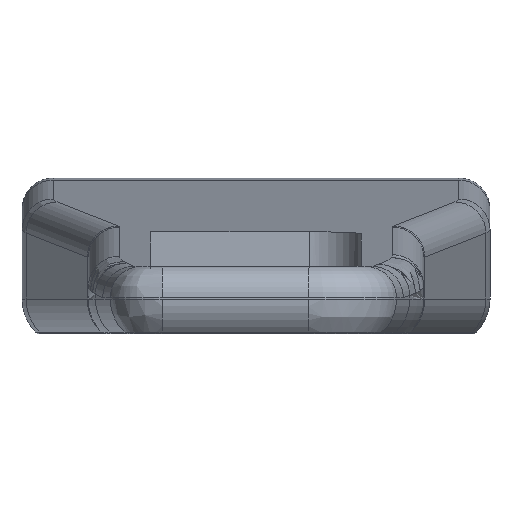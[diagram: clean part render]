
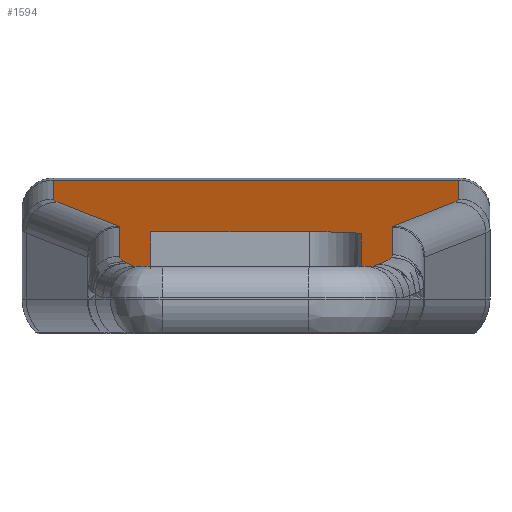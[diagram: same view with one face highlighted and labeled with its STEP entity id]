
A CAD part, left-side view. The second image highlights one B-rep face of the part: STEP entity #1594.
In plain terms, the highlighted planar face has unit normal (-0.04, 0, 0.999).
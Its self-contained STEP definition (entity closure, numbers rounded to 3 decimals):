
#26=ELLIPSE('',#1755,78.864,78.8);
#27=ELLIPSE('',#1759,9.207,9.2);
#28=ELLIPSE('',#1763,28.823,28.8);
#29=ELLIPSE('',#1785,28.823,28.8);
#31=ELLIPSE('',#1790,9.207,9.2);
#33=ELLIPSE('',#1795,78.864,78.8);
#35=ELLIPSE('',#1814,2.002,2.);
#74=PLANE('',#1813);
#156=LINE('',#2775,#271);
#157=LINE('',#2802,#272);
#158=LINE('',#2829,#273);
#159=LINE('',#2856,#274);
#161=LINE('',#2882,#276);
#163=LINE('',#2913,#278);
#165=LINE('',#2944,#280);
#167=LINE('',#2972,#282);
#176=LINE('',#2995,#291);
#180=LINE('',#3004,#295);
#181=LINE('',#3006,#296);
#182=LINE('',#3009,#297);
#183=LINE('',#3011,#298);
#184=LINE('',#3014,#299);
#271=VECTOR('',#2178,10.);
#272=VECTOR('',#2187,10.);
#273=VECTOR('',#2196,10.);
#274=VECTOR('',#2205,10.);
#276=VECTOR('',#2243,10.);
#278=VECTOR('',#2255,10.);
#280=VECTOR('',#2267,10.);
#282=VECTOR('',#2277,10.);
#291=VECTOR('',#2312,10.);
#295=VECTOR('',#2318,10.);
#296=VECTOR('',#2321,10.);
#297=VECTOR('',#2324,10.);
#298=VECTOR('',#2325,10.);
#299=VECTOR('',#2328,10.);
#441=FACE_OUTER_BOUND('',#545,.T.);
#545=EDGE_LOOP('',(#1430,#1431,#1432,#1433,#1434,#1435,#1436,#1437,#1438,
#1439,#1440,#1441,#1442,#1443,#1444,#1445,#1446,#1447,#1448,#1449,#1450));
#743=VERTEX_POINT('',#2665);
#748=VERTEX_POINT('',#2728);
#750=VERTEX_POINT('',#2773);
#751=VERTEX_POINT('',#2796);
#752=VERTEX_POINT('',#2800);
#753=VERTEX_POINT('',#2823);
#754=VERTEX_POINT('',#2827);
#755=VERTEX_POINT('',#2850);
#756=VERTEX_POINT('',#2854);
#760=VERTEX_POINT('',#2874);
#762=VERTEX_POINT('',#2880);
#764=VERTEX_POINT('',#2905);
#766=VERTEX_POINT('',#2911);
#768=VERTEX_POINT('',#2936);
#770=VERTEX_POINT('',#2942);
#772=VERTEX_POINT('',#2967);
#773=VERTEX_POINT('',#2994);
#777=VERTEX_POINT('',#3002);
#778=VERTEX_POINT('',#3008);
#779=VERTEX_POINT('',#3010);
#780=VERTEX_POINT('',#3012);
#943=EDGE_CURVE('',#750,#743,#156,.T.);
#945=EDGE_CURVE('',#751,#750,#26,.T.);
#947=EDGE_CURVE('',#752,#751,#157,.T.);
#949=EDGE_CURVE('',#753,#752,#27,.T.);
#951=EDGE_CURVE('',#754,#753,#158,.T.);
#953=EDGE_CURVE('',#755,#754,#28,.T.);
#955=EDGE_CURVE('',#756,#755,#159,.T.);
#968=EDGE_CURVE('',#762,#760,#161,.T.);
#971=EDGE_CURVE('',#764,#762,#29,.T.);
#974=EDGE_CURVE('',#766,#764,#163,.T.);
#977=EDGE_CURVE('',#768,#766,#31,.T.);
#980=EDGE_CURVE('',#770,#768,#165,.T.);
#983=EDGE_CURVE('',#772,#770,#33,.T.);
#985=EDGE_CURVE('',#748,#772,#167,.T.);
#996=EDGE_CURVE('',#773,#743,#176,.T.);
#1001=EDGE_CURVE('',#748,#777,#180,.T.);
#1002=EDGE_CURVE('',#760,#756,#181,.T.);
#1003=EDGE_CURVE('',#778,#777,#182,.T.);
#1004=EDGE_CURVE('',#779,#778,#183,.T.);
#1005=EDGE_CURVE('',#780,#779,#35,.T.);
#1006=EDGE_CURVE('',#773,#780,#184,.T.);
#1430=ORIENTED_EDGE('',*,*,#985,.F.);
#1431=ORIENTED_EDGE('',*,*,#1001,.T.);
#1432=ORIENTED_EDGE('',*,*,#1003,.F.);
#1433=ORIENTED_EDGE('',*,*,#1004,.F.);
#1434=ORIENTED_EDGE('',*,*,#1005,.F.);
#1435=ORIENTED_EDGE('',*,*,#1006,.F.);
#1436=ORIENTED_EDGE('',*,*,#996,.T.);
#1437=ORIENTED_EDGE('',*,*,#943,.F.);
#1438=ORIENTED_EDGE('',*,*,#945,.F.);
#1439=ORIENTED_EDGE('',*,*,#947,.F.);
#1440=ORIENTED_EDGE('',*,*,#949,.F.);
#1441=ORIENTED_EDGE('',*,*,#951,.F.);
#1442=ORIENTED_EDGE('',*,*,#953,.F.);
#1443=ORIENTED_EDGE('',*,*,#955,.F.);
#1444=ORIENTED_EDGE('',*,*,#1002,.F.);
#1445=ORIENTED_EDGE('',*,*,#968,.F.);
#1446=ORIENTED_EDGE('',*,*,#971,.F.);
#1447=ORIENTED_EDGE('',*,*,#974,.F.);
#1448=ORIENTED_EDGE('',*,*,#977,.F.);
#1449=ORIENTED_EDGE('',*,*,#980,.F.);
#1450=ORIENTED_EDGE('',*,*,#983,.F.);
#1594=ADVANCED_FACE('',(#441),#74,.F.);
#1755=AXIS2_PLACEMENT_3D('',#2798,#2181,#2182);
#1759=AXIS2_PLACEMENT_3D('',#2825,#2190,#2191);
#1763=AXIS2_PLACEMENT_3D('',#2852,#2199,#2200);
#1785=AXIS2_PLACEMENT_3D('',#2907,#2247,#2248);
#1790=AXIS2_PLACEMENT_3D('',#2938,#2259,#2260);
#1795=AXIS2_PLACEMENT_3D('',#2969,#2271,#2272);
#1813=AXIS2_PLACEMENT_3D('',#3007,#2322,#2323);
#1814=AXIS2_PLACEMENT_3D('',#3013,#2326,#2327);
#2178=DIRECTION('',(-0.992,0.116,-0.04));
#2181=DIRECTION('center_axis',(0.04,0.,-0.999));
#2182=DIRECTION('ref_axis',(-0.999,0.,-0.04));
#2187=DIRECTION('',(-0.999,0.,-0.04));
#2190=DIRECTION('center_axis',(-0.04,0.,0.999));
#2191=DIRECTION('ref_axis',(0.999,0.,0.04));
#2196=DIRECTION('',(-0.994,0.101,-0.04));
#2199=DIRECTION('center_axis',(0.04,0.,-0.999));
#2200=DIRECTION('ref_axis',(-0.999,0.,-0.04));
#2205=DIRECTION('',(-0.999,0.,-0.04));
#2243=DIRECTION('',(0.999,0.,0.04));
#2247=DIRECTION('center_axis',(0.04,0.,-0.999));
#2248=DIRECTION('ref_axis',(-0.999,0.,-0.04));
#2255=DIRECTION('',(0.994,0.101,0.04));
#2259=DIRECTION('center_axis',(-0.04,0.,0.999));
#2260=DIRECTION('ref_axis',(0.999,0.,0.04));
#2267=DIRECTION('',(0.999,0.,0.04));
#2271=DIRECTION('center_axis',(0.04,0.,-0.999));
#2272=DIRECTION('ref_axis',(-0.999,0.,-0.04));
#2277=DIRECTION('',(0.996,0.083,0.04));
#2312=DIRECTION('',(0.,-1.,0.));
#2318=DIRECTION('',(0.,-1.,0.));
#2321=DIRECTION('',(0.,-1.,0.));
#2322=DIRECTION('center_axis',(0.04,0.,-0.999));
#2323=DIRECTION('ref_axis',(0.999,0.,0.04));
#2324=DIRECTION('',(-0.999,0.,-0.04));
#2325=DIRECTION('',(0.,1.,0.));
#2326=DIRECTION('center_axis',(-0.04,0.,0.999));
#2327=DIRECTION('ref_axis',(-0.999,0.,-0.04));
#2328=DIRECTION('',(0.999,0.,0.04));
#2665=CARTESIAN_POINT('',(-14.55,-4.472,2.6));
#2728=CARTESIAN_POINT('',(-14.55,4.696,2.6));
#2773=CARTESIAN_POINT('',(-12.479,-4.719,2.683));
#2775=CARTESIAN_POINT('',(-14.12,-4.528,2.617));
#2796=CARTESIAN_POINT('',(-3.347,-5.25,3.05));
#2798=CARTESIAN_POINT('Origin',(-3.347,73.55,3.05));
#2800=CARTESIAN_POINT('',(23.095,-5.25,4.113));
#2802=CARTESIAN_POINT('',(-17.298,-5.25,2.49));
#2823=CARTESIAN_POINT('',(24.028,-5.297,4.15));
#2825=CARTESIAN_POINT('Origin',(23.095,-14.45,4.113));
#2827=CARTESIAN_POINT('',(47.105,-7.651,5.078));
#2829=CARTESIAN_POINT('',(4.735,-3.33,3.375));
#2850=CARTESIAN_POINT('',(50.028,-7.8,5.195));
#2852=CARTESIAN_POINT('Origin',(50.028,21.,5.195));
#2854=CARTESIAN_POINT('',(68.043,-7.8,5.919));
#2856=CARTESIAN_POINT('',(16.897,-7.8,3.864));
#2874=CARTESIAN_POINT('',(68.043,7.8,5.919));
#2880=CARTESIAN_POINT('',(50.028,7.8,5.195));
#2882=CARTESIAN_POINT('',(51.841,7.8,5.268));
#2905=CARTESIAN_POINT('',(47.105,7.651,5.078));
#2907=CARTESIAN_POINT('Origin',(50.028,-21.,5.195));
#2911=CARTESIAN_POINT('',(24.028,5.297,4.15));
#2913=CARTESIAN_POINT('',(16.565,4.536,3.85));
#2936=CARTESIAN_POINT('',(23.095,5.25,4.113));
#2938=CARTESIAN_POINT('Origin',(23.095,14.45,4.113));
#2942=CARTESIAN_POINT('',(-4.671,5.25,2.997));
#2944=CARTESIAN_POINT('',(4.417,5.25,3.362));
#2967=CARTESIAN_POINT('',(-11.215,4.978,2.734));
#2969=CARTESIAN_POINT('Origin',(-4.671,-73.55,2.997));
#2972=CARTESIAN_POINT('',(-14.713,4.686,2.593));
#2994=CARTESIAN_POINT('',(-14.55,-4.05,2.6));
#2995=CARTESIAN_POINT('',(-14.55,-6.45,2.6));
#3002=CARTESIAN_POINT('',(-14.55,4.05,2.6));
#3004=CARTESIAN_POINT('',(-14.55,-6.45,2.6));
#3006=CARTESIAN_POINT('',(68.043,-3.225,5.919));
#3007=CARTESIAN_POINT('Origin',(-14.55,-6.45,2.6));
#3008=CARTESIAN_POINT('',(18.55,4.05,3.93));
#3009=CARTESIAN_POINT('',(-16.547,4.05,2.52));
#3010=CARTESIAN_POINT('',(18.55,-2.05,3.93));
#3011=CARTESIAN_POINT('',(18.55,-1.2,3.93));
#3012=CARTESIAN_POINT('',(16.55,-4.05,3.85));
#3013=CARTESIAN_POINT('Origin',(16.55,-2.05,3.85));
#3014=CARTESIAN_POINT('',(0.975,-4.05,3.224));
